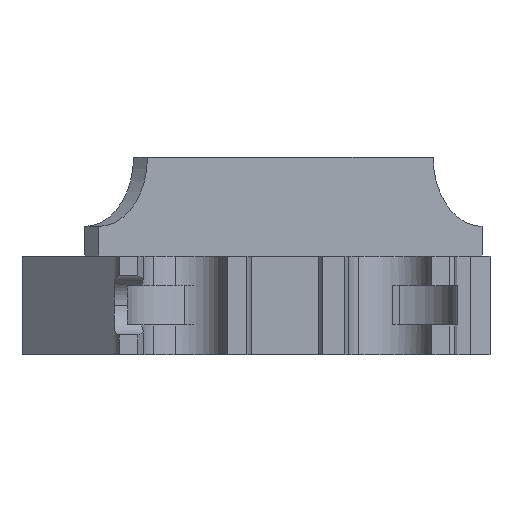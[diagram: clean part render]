
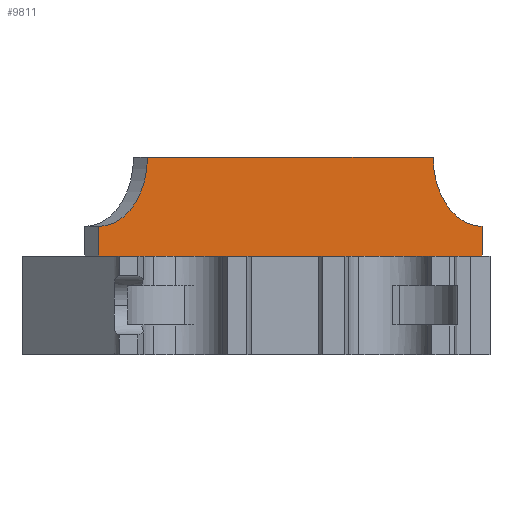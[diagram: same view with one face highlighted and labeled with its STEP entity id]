
A CAD part, left-side view. The second image highlights one B-rep face of the part: STEP entity #9811.
In plain terms, the highlighted planar face has unit normal (-0.707, -0.707, 0).
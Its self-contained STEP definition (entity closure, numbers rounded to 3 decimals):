
#9811 = ADVANCED_FACE('',(#9812),#9826,.F.);
#9812 = FACE_BOUND('',#9813,.F.);
#9813 = EDGE_LOOP('',(#9814,#9849,#9877,#9905,#9934,#9962));
#9814 = ORIENTED_EDGE('',*,*,#9815,.F.);
#9815 = EDGE_CURVE('',#9816,#9818,#9820,.T.);
#9816 = VERTEX_POINT('',#9817);
#9817 = CARTESIAN_POINT('',(-4.243,0.,10.));
#9818 = VERTEX_POINT('',#9819);
#9819 = CARTESIAN_POINT('',(-4.243,0.,13.));
#9820 = SURFACE_CURVE('',#9821,(#9825,#9837),.PCURVE_S1.);
#9821 = LINE('',#9822,#9823);
#9822 = CARTESIAN_POINT('',(-4.243,0.,10.));
#9823 = VECTOR('',#9824,1.);
#9824 = DIRECTION('',(0.,0.,1.));
#9825 = PCURVE('',#9826,#9831);
#9826 = PLANE('',#9827);
#9827 = AXIS2_PLACEMENT_3D('',#9828,#9829,#9830);
#9828 = CARTESIAN_POINT('',(-4.243,0.,10.));
#9829 = DIRECTION('',(0.707,0.707,0.));
#9830 = DIRECTION('',(0.,0.,1.));
#9831 = DEFINITIONAL_REPRESENTATION('',(#9832),#9836);
#9832 = LINE('',#9833,#9834);
#9833 = CARTESIAN_POINT('',(0.,0.));
#9834 = VECTOR('',#9835,1.);
#9835 = DIRECTION('',(1.,0.));
#9836 = ( GEOMETRIC_REPRESENTATION_CONTEXT(2) 
PARAMETRIC_REPRESENTATION_CONTEXT() REPRESENTATION_CONTEXT('2D SPACE',''
  ) );
#9837 = PCURVE('',#9838,#9843);
#9838 = PLANE('',#9839);
#9839 = AXIS2_PLACEMENT_3D('',#9840,#9841,#9842);
#9840 = CARTESIAN_POINT('',(-4.243,0.,10.));
#9841 = DIRECTION('',(-0.707,0.707,0.));
#9842 = DIRECTION('',(0.,0.,1.));
#9843 = DEFINITIONAL_REPRESENTATION('',(#9844),#9848);
#9844 = LINE('',#9845,#9846);
#9845 = CARTESIAN_POINT('',(0.,0.));
#9846 = VECTOR('',#9847,1.);
#9847 = DIRECTION('',(1.,0.));
#9848 = ( GEOMETRIC_REPRESENTATION_CONTEXT(2) 
PARAMETRIC_REPRESENTATION_CONTEXT() REPRESENTATION_CONTEXT('2D SPACE',''
  ) );
#9849 = ORIENTED_EDGE('',*,*,#9850,.T.);
#9850 = EDGE_CURVE('',#9816,#9851,#9853,.T.);
#9851 = VERTEX_POINT('',#9852);
#9852 = CARTESIAN_POINT('',(-43.134,38.891,10.));
#9853 = SURFACE_CURVE('',#9854,(#9858,#9865),.PCURVE_S1.);
#9854 = LINE('',#9855,#9856);
#9855 = CARTESIAN_POINT('',(-4.243,0.,10.));
#9856 = VECTOR('',#9857,1.);
#9857 = DIRECTION('',(-0.707,0.707,0.));
#9858 = PCURVE('',#9826,#9859);
#9859 = DEFINITIONAL_REPRESENTATION('',(#9860),#9864);
#9860 = LINE('',#9861,#9862);
#9861 = CARTESIAN_POINT('',(0.,0.));
#9862 = VECTOR('',#9863,1.);
#9863 = DIRECTION('',(0.,-1.));
#9864 = ( GEOMETRIC_REPRESENTATION_CONTEXT(2) 
PARAMETRIC_REPRESENTATION_CONTEXT() REPRESENTATION_CONTEXT('2D SPACE',''
  ) );
#9865 = PCURVE('',#9866,#9871);
#9866 = PLANE('',#9867);
#9867 = AXIS2_PLACEMENT_3D('',#9868,#9869,#9870);
#9868 = CARTESIAN_POINT('',(-4.243,0.,10.));
#9869 = DIRECTION('',(0.,0.,1.));
#9870 = DIRECTION('',(0.707,0.707,0.));
#9871 = DEFINITIONAL_REPRESENTATION('',(#9872),#9876);
#9872 = LINE('',#9873,#9874);
#9873 = CARTESIAN_POINT('',(0.,0.));
#9874 = VECTOR('',#9875,1.);
#9875 = DIRECTION('',(0.,1.));
#9876 = ( GEOMETRIC_REPRESENTATION_CONTEXT(2) 
PARAMETRIC_REPRESENTATION_CONTEXT() REPRESENTATION_CONTEXT('2D SPACE',''
  ) );
#9877 = ORIENTED_EDGE('',*,*,#9878,.T.);
#9878 = EDGE_CURVE('',#9851,#9879,#9881,.T.);
#9879 = VERTEX_POINT('',#9880);
#9880 = CARTESIAN_POINT('',(-43.134,38.891,13.));
#9881 = SURFACE_CURVE('',#9882,(#9886,#9893),.PCURVE_S1.);
#9882 = LINE('',#9883,#9884);
#9883 = CARTESIAN_POINT('',(-43.134,38.891,10.));
#9884 = VECTOR('',#9885,1.);
#9885 = DIRECTION('',(0.,0.,1.));
#9886 = PCURVE('',#9826,#9887);
#9887 = DEFINITIONAL_REPRESENTATION('',(#9888),#9892);
#9888 = LINE('',#9889,#9890);
#9889 = CARTESIAN_POINT('',(0.,-55.));
#9890 = VECTOR('',#9891,1.);
#9891 = DIRECTION('',(1.,0.));
#9892 = ( GEOMETRIC_REPRESENTATION_CONTEXT(2) 
PARAMETRIC_REPRESENTATION_CONTEXT() REPRESENTATION_CONTEXT('2D SPACE',''
  ) );
#9893 = PCURVE('',#9894,#9899);
#9894 = PLANE('',#9895);
#9895 = AXIS2_PLACEMENT_3D('',#9896,#9897,#9898);
#9896 = CARTESIAN_POINT('',(-43.134,38.891,10.));
#9897 = DIRECTION('',(-0.707,0.707,0.));
#9898 = DIRECTION('',(0.,0.,1.));
#9899 = DEFINITIONAL_REPRESENTATION('',(#9900),#9904);
#9900 = LINE('',#9901,#9902);
#9901 = CARTESIAN_POINT('',(0.,0.));
#9902 = VECTOR('',#9903,1.);
#9903 = DIRECTION('',(1.,0.));
#9904 = ( GEOMETRIC_REPRESENTATION_CONTEXT(2) 
PARAMETRIC_REPRESENTATION_CONTEXT() REPRESENTATION_CONTEXT('2D SPACE',''
  ) );
#9905 = ORIENTED_EDGE('',*,*,#9906,.F.);
#9906 = EDGE_CURVE('',#9907,#9879,#9909,.T.);
#9907 = VERTEX_POINT('',#9908);
#9908 = CARTESIAN_POINT('',(-38.184,33.941,20.));
#9909 = SURFACE_CURVE('',#9910,(#9915,#9922),.PCURVE_S1.);
#9910 = CIRCLE('',#9911,7.);
#9911 = AXIS2_PLACEMENT_3D('',#9912,#9913,#9914);
#9912 = CARTESIAN_POINT('',(-43.134,38.891,20.));
#9913 = DIRECTION('',(0.707,0.707,0.)
  );
#9914 = DIRECTION('',(0.,0.,-1.));
#9915 = PCURVE('',#9826,#9916);
#9916 = DEFINITIONAL_REPRESENTATION('',(#9917),#9921);
#9917 = CIRCLE('',#9918,7.);
#9918 = AXIS2_PLACEMENT_2D('',#9919,#9920);
#9919 = CARTESIAN_POINT('',(10.,-55.));
#9920 = DIRECTION('',(-1.,-0.));
#9921 = ( GEOMETRIC_REPRESENTATION_CONTEXT(2) 
PARAMETRIC_REPRESENTATION_CONTEXT() REPRESENTATION_CONTEXT('2D SPACE',''
  ) );
#9922 = PCURVE('',#9923,#9928);
#9923 = CYLINDRICAL_SURFACE('',#9924,7.);
#9924 = AXIS2_PLACEMENT_3D('',#9925,#9926,#9927);
#9925 = CARTESIAN_POINT('',(-43.841,38.184,20.));
#9926 = DIRECTION('',(0.707,0.707,0.)
  );
#9927 = DIRECTION('',(0.,0.,-1.));
#9928 = DEFINITIONAL_REPRESENTATION('',(#9929),#9933);
#9929 = LINE('',#9930,#9931);
#9930 = CARTESIAN_POINT('',(0.,1.));
#9931 = VECTOR('',#9932,1.);
#9932 = DIRECTION('',(1.,0.));
#9933 = ( GEOMETRIC_REPRESENTATION_CONTEXT(2) 
PARAMETRIC_REPRESENTATION_CONTEXT() REPRESENTATION_CONTEXT('2D SPACE',''
  ) );
#9934 = ORIENTED_EDGE('',*,*,#9935,.F.);
#9935 = EDGE_CURVE('',#9936,#9907,#9938,.T.);
#9936 = VERTEX_POINT('',#9937);
#9937 = CARTESIAN_POINT('',(-9.192,4.95,20.));
#9938 = SURFACE_CURVE('',#9939,(#9943,#9950),.PCURVE_S1.);
#9939 = LINE('',#9940,#9941);
#9940 = CARTESIAN_POINT('',(-4.243,0.,20.));
#9941 = VECTOR('',#9942,1.);
#9942 = DIRECTION('',(-0.707,0.707,0.));
#9943 = PCURVE('',#9826,#9944);
#9944 = DEFINITIONAL_REPRESENTATION('',(#9945),#9949);
#9945 = LINE('',#9946,#9947);
#9946 = CARTESIAN_POINT('',(10.,0.));
#9947 = VECTOR('',#9948,1.);
#9948 = DIRECTION('',(0.,-1.));
#9949 = ( GEOMETRIC_REPRESENTATION_CONTEXT(2) 
PARAMETRIC_REPRESENTATION_CONTEXT() REPRESENTATION_CONTEXT('2D SPACE',''
  ) );
#9950 = PCURVE('',#9951,#9956);
#9951 = PLANE('',#9952);
#9952 = AXIS2_PLACEMENT_3D('',#9953,#9954,#9955);
#9953 = CARTESIAN_POINT('',(-4.243,0.,20.));
#9954 = DIRECTION('',(0.,0.,1.));
#9955 = DIRECTION('',(0.707,0.707,0.));
#9956 = DEFINITIONAL_REPRESENTATION('',(#9957),#9961);
#9957 = LINE('',#9958,#9959);
#9958 = CARTESIAN_POINT('',(0.,0.));
#9959 = VECTOR('',#9960,1.);
#9960 = DIRECTION('',(0.,1.));
#9961 = ( GEOMETRIC_REPRESENTATION_CONTEXT(2) 
PARAMETRIC_REPRESENTATION_CONTEXT() REPRESENTATION_CONTEXT('2D SPACE',''
  ) );
#9962 = ORIENTED_EDGE('',*,*,#9963,.F.);
#9963 = EDGE_CURVE('',#9818,#9936,#9964,.T.);
#9964 = SURFACE_CURVE('',#9965,(#9970,#9977),.PCURVE_S1.);
#9965 = CIRCLE('',#9966,7.);
#9966 = AXIS2_PLACEMENT_3D('',#9967,#9968,#9969);
#9967 = CARTESIAN_POINT('',(-4.243,0.,20.));
#9968 = DIRECTION('',(0.707,0.707,0.)
  );
#9969 = DIRECTION('',(0.,0.,-1.));
#9970 = PCURVE('',#9826,#9971);
#9971 = DEFINITIONAL_REPRESENTATION('',(#9972),#9976);
#9972 = CIRCLE('',#9973,7.);
#9973 = AXIS2_PLACEMENT_2D('',#9974,#9975);
#9974 = CARTESIAN_POINT('',(10.,0.));
#9975 = DIRECTION('',(-1.,-0.));
#9976 = ( GEOMETRIC_REPRESENTATION_CONTEXT(2) 
PARAMETRIC_REPRESENTATION_CONTEXT() REPRESENTATION_CONTEXT('2D SPACE',''
  ) );
#9977 = PCURVE('',#9978,#9983);
#9978 = CYLINDRICAL_SURFACE('',#9979,7.);
#9979 = AXIS2_PLACEMENT_3D('',#9980,#9981,#9982);
#9980 = CARTESIAN_POINT('',(-4.95,-0.707,20.));
#9981 = DIRECTION('',(0.707,0.707,0.)
  );
#9982 = DIRECTION('',(0.,0.,-1.));
#9983 = DEFINITIONAL_REPRESENTATION('',(#9984),#9988);
#9984 = LINE('',#9985,#9986);
#9985 = CARTESIAN_POINT('',(0.,1.));
#9986 = VECTOR('',#9987,1.);
#9987 = DIRECTION('',(1.,0.));
#9988 = ( GEOMETRIC_REPRESENTATION_CONTEXT(2) 
PARAMETRIC_REPRESENTATION_CONTEXT() REPRESENTATION_CONTEXT('2D SPACE',''
  ) );
